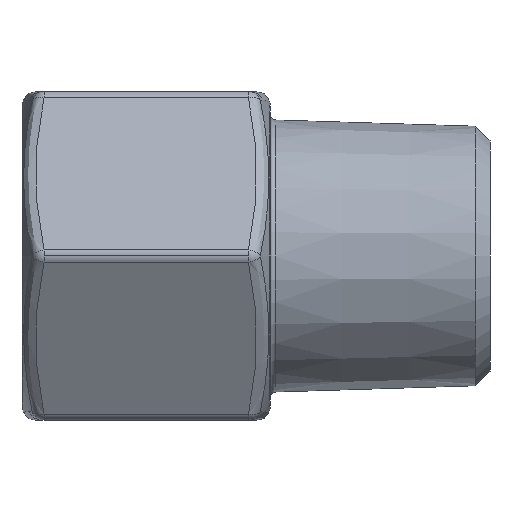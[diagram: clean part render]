
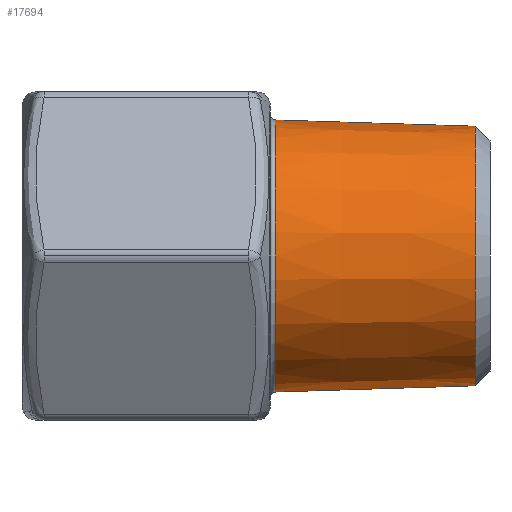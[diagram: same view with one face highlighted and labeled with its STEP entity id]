
A CAD part, front view. The second image highlights one B-rep face of the part: STEP entity #17694.
In plain terms, the highlighted conical face has half-angle 1.79 degrees and reference radius 10.26 mm.
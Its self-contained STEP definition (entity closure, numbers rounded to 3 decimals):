
#720 = VECTOR ( 'NONE', #14620, 1000. ) ;
#734 = CARTESIAN_POINT ( 'NONE',  ( 35.84, 0., 10.26 ) ) ;
#982 = VERTEX_POINT ( 'NONE', #7131 ) ;
#1451 = VERTEX_POINT ( 'NONE', #7519 ) ;
#1936 = ORIENTED_EDGE ( 'NONE', *, *, #4320, .T. ) ;
#2210 = LINE ( 'NONE', #4588, #720 ) ;
#2673 = CARTESIAN_POINT ( 'NONE',  ( 20.028, 0., 10.754 ) ) ;
#2975 = DIRECTION ( 'NONE',  ( -1., 0., 0. ) ) ;
#3313 = ORIENTED_EDGE ( 'NONE', *, *, #10723, .T. ) ;
#3614 = AXIS2_PLACEMENT_3D ( 'NONE', #4554, #2975, #4332 ) ;
#4158 = AXIS2_PLACEMENT_3D ( 'NONE', #12038, #14696, #16375 ) ;
#4303 = VERTEX_POINT ( 'NONE', #2673 ) ;
#4320 = EDGE_CURVE ( 'NONE', #982, #8009, #6926, .T. ) ;
#4332 = DIRECTION ( 'NONE',  ( 0., 0., 1. ) ) ;
#4554 = CARTESIAN_POINT ( 'NONE',  ( 35.84, 0., 0. ) ) ;
#4588 = CARTESIAN_POINT ( 'NONE',  ( 35.84, 0., 10.26 ) ) ;
#5098 = EDGE_LOOP ( 'NONE', ( #15942, #1936, #3313, #17021 ) ) ;
#6926 = CIRCLE ( 'NONE', #3614, 10.26 ) ;
#7131 = CARTESIAN_POINT ( 'NONE',  ( 35.84, 0., -10.26 ) ) ;
#7519 = CARTESIAN_POINT ( 'NONE',  ( 20.028, 0., -10.754 ) ) ;
#7671 = CONICAL_SURFACE ( 'NONE', #11895, 10.26, 0.031 ) ;
#8009 = VERTEX_POINT ( 'NONE', #734 ) ;
#8575 = EDGE_CURVE ( 'NONE', #982, #1451, #10633, .T. ) ;
#9290 = DIRECTION ( 'NONE',  ( -1., 0., -0.031 ) ) ;
#9465 = DIRECTION ( 'NONE',  ( -1., 0., 0. ) ) ;
#10536 = CARTESIAN_POINT ( 'NONE',  ( 35.84, 0., -10.26 ) ) ;
#10633 = LINE ( 'NONE', #10536, #15572 ) ;
#10723 = EDGE_CURVE ( 'NONE', #8009, #4303, #2210, .T. ) ;
#11895 = AXIS2_PLACEMENT_3D ( 'NONE', #17724, #9465, #13567 ) ;
#12038 = CARTESIAN_POINT ( 'NONE',  ( 20.028, 0., 0. ) ) ;
#13567 = DIRECTION ( 'NONE',  ( 0., 0., 1. ) ) ;
#14251 = EDGE_CURVE ( 'NONE', #4303, #1451, #14739, .T. ) ;
#14620 = DIRECTION ( 'NONE',  ( -1., 0., 0.031 ) ) ;
#14696 = DIRECTION ( 'NONE',  ( 1., 0., 0. ) ) ;
#14739 = CIRCLE ( 'NONE', #4158, 10.754 ) ;
#15443 = FACE_OUTER_BOUND ( 'NONE', #5098, .T. ) ;
#15572 = VECTOR ( 'NONE', #9290, 1000. ) ;
#15942 = ORIENTED_EDGE ( 'NONE', *, *, #8575, .F. ) ;
#16375 = DIRECTION ( 'NONE',  ( 0., 0., 1. ) ) ;
#17021 = ORIENTED_EDGE ( 'NONE', *, *, #14251, .T. ) ;
#17694 = ADVANCED_FACE ( 'NONE', ( #15443 ), #7671, .T. ) ;
#17724 = CARTESIAN_POINT ( 'NONE',  ( 35.84, 0., 0. ) ) ;
